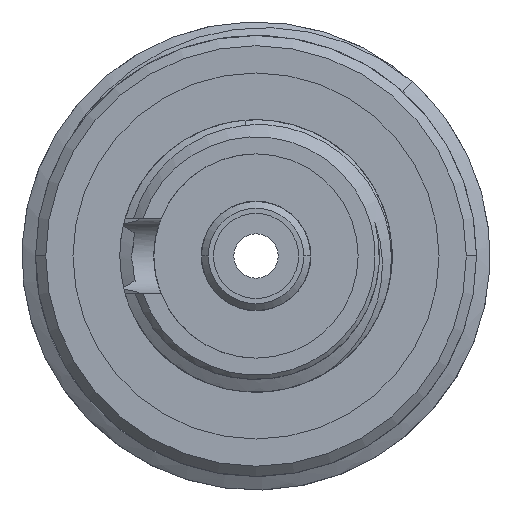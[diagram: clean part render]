
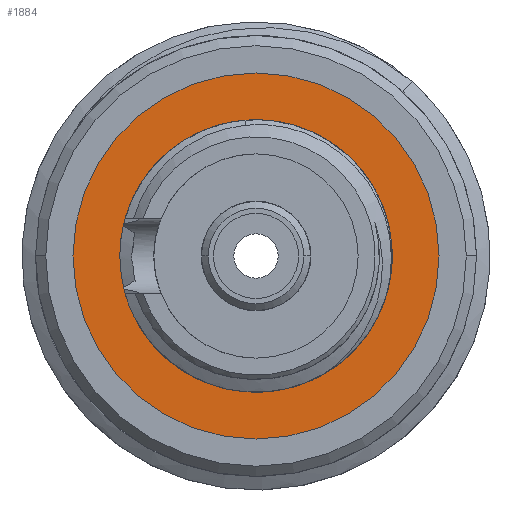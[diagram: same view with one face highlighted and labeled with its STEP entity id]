
A CAD part, front view. The second image highlights one B-rep face of the part: STEP entity #1884.
In plain terms, the highlighted planar face has unit normal (0, -1, 0).
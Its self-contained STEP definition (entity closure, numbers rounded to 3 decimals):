
#1=CARTESIAN_POINT('',(0.,0.,0.));
#2=DIRECTION('',(0.,1.,0.));
#3=DIRECTION('',(-1.,0.,0.));
#4=AXIS2_PLACEMENT_3D('',#1,#2,#3);
#6=CARTESIAN_POINT('',(0.,0.,0.));
#7=DIRECTION('',(0.,1.,0.));
#8=DIRECTION('',(1.,0.,0.));
#9=AXIS2_PLACEMENT_3D('',#6,#7,#8);
#11=CARTESIAN_POINT('',(0.,0.,0.));
#12=DIRECTION('',(0.,1.,0.));
#13=DIRECTION('',(1.,0.,0.));
#14=AXIS2_PLACEMENT_3D('',#11,#12,#13);
#16=CARTESIAN_POINT('',(0.,0.,0.));
#17=DIRECTION('',(0.,1.,0.));
#18=DIRECTION('',(-1.,0.,0.));
#19=AXIS2_PLACEMENT_3D('',#16,#17,#18);
#1716=CARTESIAN_POINT('',(5.375,0.,0.));
#1717=CARTESIAN_POINT('',(-5.375,0.,0.));
#1718=VERTEX_POINT('',#1716);
#1719=VERTEX_POINT('',#1717);
#1793=CARTESIAN_POINT('',(-3.5,0.,0.));
#1794=CARTESIAN_POINT('',(3.5,0.,0.));
#1795=VERTEX_POINT('',#1793);
#1796=VERTEX_POINT('',#1794);
#1867=CARTESIAN_POINT('',(0.,0.,0.));
#1868=DIRECTION('',(0.,1.,0.));
#1869=DIRECTION('',(1.,0.,0.));
#1870=AXIS2_PLACEMENT_3D('',#1867,#1868,#1869);
#1871=PLANE('',#1870);
#1873=ORIENTED_EDGE('',*,*,#1872,.T.);
#1875=ORIENTED_EDGE('',*,*,#1874,.T.);
#1876=EDGE_LOOP('',(#1873,#1875));
#1877=FACE_OUTER_BOUND('',#1876,.F.);
#1879=ORIENTED_EDGE('',*,*,#1878,.F.);
#1881=ORIENTED_EDGE('',*,*,#1880,.F.);
#1882=EDGE_LOOP('',(#1879,#1881));
#1883=FACE_BOUND('',#1882,.F.);
#1884=ADVANCED_FACE('',(#1877,#1883),#1871,.F.);
#5=CIRCLE('',#4,3.5);
#10=CIRCLE('',#9,3.5);
#15=CIRCLE('',#14,5.375);
#20=CIRCLE('',#19,5.375);
#1872=EDGE_CURVE('',#1718,#1719,#15,.T.);
#1874=EDGE_CURVE('',#1719,#1718,#20,.T.);
#1878=EDGE_CURVE('',#1795,#1796,#5,.T.);
#1880=EDGE_CURVE('',#1796,#1795,#10,.T.);
